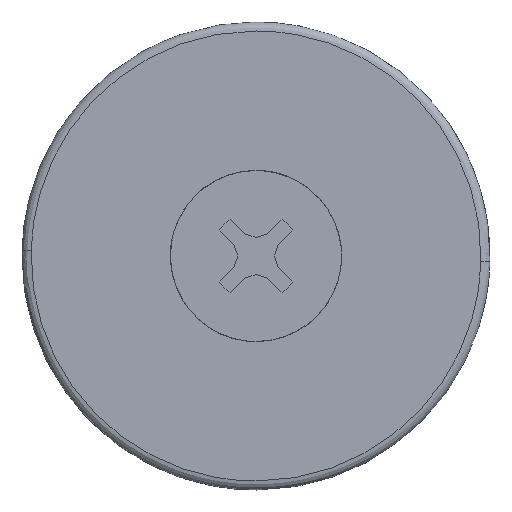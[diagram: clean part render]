
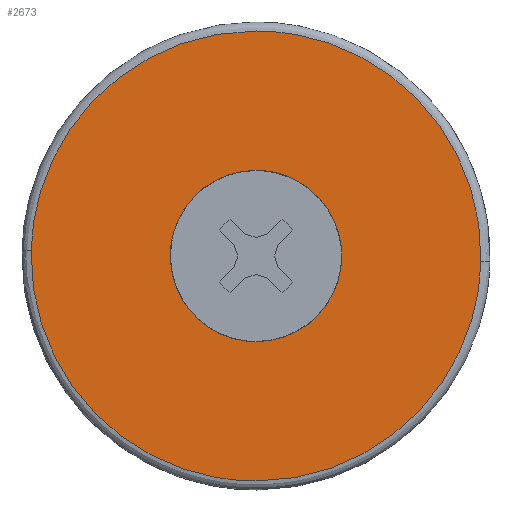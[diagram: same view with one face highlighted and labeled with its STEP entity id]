
A CAD part, front view. The second image highlights one B-rep face of the part: STEP entity #2673.
In plain terms, the highlighted free-form (B-spline) face has degree [1, 1] with [2, 2] control points.
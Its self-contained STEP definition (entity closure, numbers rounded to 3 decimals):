
#967=CARTESIAN_POINT('',(-4.727,0.,0.562));
#968=VERTEX_POINT('',#967);
#974=CARTESIAN_POINT('',(0.0,0.0,-4.76));
#975=VERTEX_POINT('',#974);
#976=CARTESIAN_POINT('',(-4.727,0.,0.562));
#977=CARTESIAN_POINT('',(-4.76,0.0,0.282));
#978=CARTESIAN_POINT('',(-4.76,0.0,0.0));
#979=CARTESIAN_POINT('',(-4.76,0.0,-4.76));
#980=CARTESIAN_POINT('',(0.0,0.0,-4.76));
#988=(BOUNDED_CURVE()B_SPLINE_CURVE(2,(#976,#977,#978,#979,#980),.UNSPECIFIED.,.F.,.U.)B_SPLINE_CURVE_WITH_KNOTS((3,2,3),(0.23,0.25,0.5),.UNSPECIFIED.)CURVE()GEOMETRIC_REPRESENTATION_ITEM()RATIONAL_B_SPLINE_CURVE((0.956,0.976,1.0,0.707,1.0))REPRESENTATION_ITEM(''));
#989=EDGE_CURVE('',#968,#975,#988,.T.);
#991=CARTESIAN_POINT('',(4.751,0.,-0.291));
#992=VERTEX_POINT('',#991);
#993=CARTESIAN_POINT('',(0.0,0.0,-4.76));
#994=CARTESIAN_POINT('',(4.478,0.0,-4.76));
#995=CARTESIAN_POINT('',(4.751,0.,-0.291));
#1003=(BOUNDED_CURVE()B_SPLINE_CURVE(2,(#993,#994,#995),.UNSPECIFIED.,.F.,.U.)B_SPLINE_CURVE_WITH_KNOTS((3,3),(0.5,0.739),.UNSPECIFIED.)CURVE()GEOMETRIC_REPRESENTATION_ITEM()RATIONAL_B_SPLINE_CURVE((1.0,0.72,0.976))REPRESENTATION_ITEM(''));
#1004=EDGE_CURVE('',#975,#992,#1003,.T.);
#1078=CARTESIAN_POINT('',(0.0,0.0,4.76));
#1079=VERTEX_POINT('',#1078);
#1080=CARTESIAN_POINT('',(4.751,0.,-0.291));
#1081=CARTESIAN_POINT('',(4.76,0.0,-0.145));
#1082=CARTESIAN_POINT('',(4.76,0.0,0.0));
#1083=CARTESIAN_POINT('',(4.76,0.0,4.76));
#1084=CARTESIAN_POINT('',(0.0,0.0,4.76));
#1092=(BOUNDED_CURVE()B_SPLINE_CURVE(2,(#1080,#1081,#1082,#1083,#1084),.UNSPECIFIED.,.F.,.U.)B_SPLINE_CURVE_WITH_KNOTS((3,2,3),(0.739,0.75,1.0),.UNSPECIFIED.)CURVE()GEOMETRIC_REPRESENTATION_ITEM()RATIONAL_B_SPLINE_CURVE((0.976,0.988,1.0,0.707,1.0))REPRESENTATION_ITEM(''));
#1093=EDGE_CURVE('',#992,#1079,#1092,.T.);
#1095=CARTESIAN_POINT('',(0.0,0.0,4.76));
#1096=CARTESIAN_POINT('',(-4.228,0.0,4.76));
#1097=CARTESIAN_POINT('',(-4.727,0.,0.562));
#1105=(BOUNDED_CURVE()B_SPLINE_CURVE(2,(#1095,#1096,#1097),.UNSPECIFIED.,.F.,.U.)B_SPLINE_CURVE_WITH_KNOTS((3,3),(0.0,0.23),.UNSPECIFIED.)CURVE()GEOMETRIC_REPRESENTATION_ITEM()RATIONAL_B_SPLINE_CURVE((1.0,0.731,0.956))REPRESENTATION_ITEM(''));
#1106=EDGE_CURVE('',#1079,#968,#1105,.T.);
#1569=CARTESIAN_POINT('',(-12.496,0.,0.314));
#1570=VERTEX_POINT('',#1569);
#1571=CARTESIAN_POINT('',(0.0,0.,-12.5));
#1572=VERTEX_POINT('',#1571);
#1573=CARTESIAN_POINT('',(-12.496,0.,0.314));
#1574=CARTESIAN_POINT('',(-12.5,0.,0.157));
#1575=CARTESIAN_POINT('',(-12.5,0.,0.));
#1576=CARTESIAN_POINT('',(-12.5,0.,-12.5));
#1577=CARTESIAN_POINT('',(0.0,0.,-12.5));
#1585=(BOUNDED_CURVE()B_SPLINE_CURVE(2,(#1573,#1574,#1575,#1576,#1577),.UNSPECIFIED.,.F.,.U.)B_SPLINE_CURVE_WITH_KNOTS((3,2,3),(0.746,0.75,1.0),.UNSPECIFIED.)CURVE()GEOMETRIC_REPRESENTATION_ITEM()RATIONAL_B_SPLINE_CURVE((0.99,0.995,1.0,0.707,1.0))REPRESENTATION_ITEM(''));
#1586=EDGE_CURVE('',#1570,#1572,#1585,.T.);
#1603=CARTESIAN_POINT('',(12.496,0.,-0.314));
#1604=VERTEX_POINT('',#1603);
#1618=CARTESIAN_POINT('',(0.0,0.,-12.5));
#1619=CARTESIAN_POINT('',(12.19,0.,-12.5));
#1620=CARTESIAN_POINT('',(12.496,0.,-0.314));
#1628=(BOUNDED_CURVE()B_SPLINE_CURVE(2,(#1618,#1619,#1620),.UNSPECIFIED.,.F.,.U.)B_SPLINE_CURVE_WITH_KNOTS((3,3),(0.0,0.246),.UNSPECIFIED.)CURVE()GEOMETRIC_REPRESENTATION_ITEM()RATIONAL_B_SPLINE_CURVE((1.0,0.712,0.99))REPRESENTATION_ITEM(''));
#1629=EDGE_CURVE('',#1572,#1604,#1628,.T.);
#1657=CARTESIAN_POINT('',(0.0,0.,12.5));
#1658=VERTEX_POINT('',#1657);
#1659=CARTESIAN_POINT('',(0.0,0.,12.5));
#1660=CARTESIAN_POINT('',(-12.19,0.,12.5));
#1661=CARTESIAN_POINT('',(-12.496,0.,0.314));
#1669=(BOUNDED_CURVE()B_SPLINE_CURVE(2,(#1659,#1660,#1661),.UNSPECIFIED.,.F.,.U.)B_SPLINE_CURVE_WITH_KNOTS((3,3),(0.5,0.746),.UNSPECIFIED.)CURVE()GEOMETRIC_REPRESENTATION_ITEM()RATIONAL_B_SPLINE_CURVE((1.0,0.712,0.99))REPRESENTATION_ITEM(''));
#1670=EDGE_CURVE('',#1658,#1570,#1669,.T.);
#1672=CARTESIAN_POINT('',(12.496,0.,-0.314));
#1673=CARTESIAN_POINT('',(12.5,0.,-0.157));
#1674=CARTESIAN_POINT('',(12.5,0.,0.));
#1675=CARTESIAN_POINT('',(12.5,0.,12.5));
#1676=CARTESIAN_POINT('',(0.0,0.,12.5));
#1684=(BOUNDED_CURVE()B_SPLINE_CURVE(2,(#1672,#1673,#1674,#1675,#1676),.UNSPECIFIED.,.F.,.U.)B_SPLINE_CURVE_WITH_KNOTS((3,2,3),(0.246,0.25,0.5),.UNSPECIFIED.)CURVE()GEOMETRIC_REPRESENTATION_ITEM()RATIONAL_B_SPLINE_CURVE((0.99,0.995,1.0,0.707,1.0))REPRESENTATION_ITEM(''));
#1685=EDGE_CURVE('',#1604,#1658,#1684,.T.);
#2656=CARTESIAN_POINT('',(-13.744,0.,13.749));
#2657=CARTESIAN_POINT('',(-13.744,0.,-13.749));
#2658=CARTESIAN_POINT('',(13.744,0.,13.749));
#2659=CARTESIAN_POINT('',(13.744,0.,-13.749));
#2660=B_SPLINE_SURFACE_WITH_KNOTS('',1,1,((#2656,#2658),(#2657,#2659)),.UNSPECIFIED.,.F.,.F.,.U.,(2,2),(2,2),(0.0,27.498),(0.0,27.489),.UNSPECIFIED.);
#2661=ORIENTED_EDGE('',*,*,#1629,.T.);
#2662=ORIENTED_EDGE('',*,*,#1685,.T.);
#2663=ORIENTED_EDGE('',*,*,#1670,.T.);
#2664=ORIENTED_EDGE('',*,*,#1586,.T.);
#2665=EDGE_LOOP('',(#2661,#2662,#2663,#2664));
#2666=FACE_OUTER_BOUND('',#2665,.T.);
#2667=ORIENTED_EDGE('',*,*,#1004,.F.);
#2668=ORIENTED_EDGE('',*,*,#989,.F.);
#2669=ORIENTED_EDGE('',*,*,#1106,.F.);
#2670=ORIENTED_EDGE('',*,*,#1093,.F.);
#2671=EDGE_LOOP('',(#2667,#2668,#2669,#2670));
#2672=FACE_BOUND('',#2671,.T.);
#2673=ADVANCED_FACE('',(#2666,#2672),#2660,.T.);
